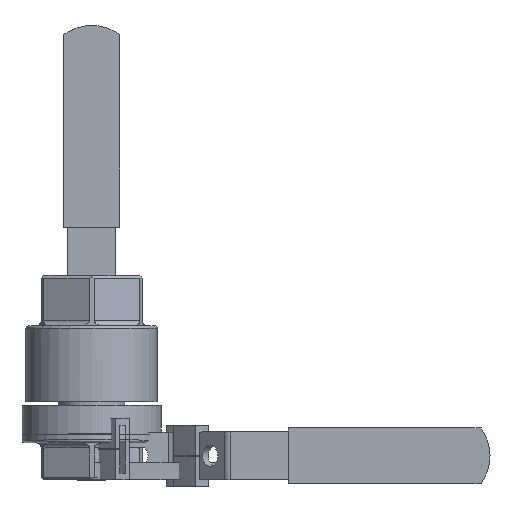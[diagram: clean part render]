
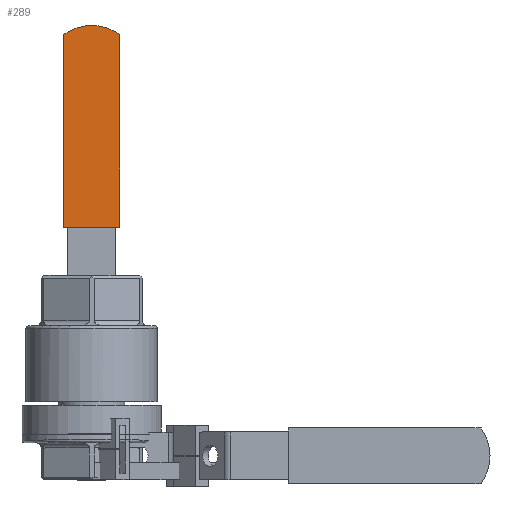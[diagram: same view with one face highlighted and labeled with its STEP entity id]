
A CAD part, top view. The second image highlights one B-rep face of the part: STEP entity #289.
In plain terms, the highlighted face is planar.
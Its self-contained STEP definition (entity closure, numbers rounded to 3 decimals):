
#289 = ADVANCED_FACE( '', ( #778 ), #779, .T. );
#778 = FACE_OUTER_BOUND( '', #1515, .T. );
#779 = PLANE( '', #1516 );
#1515 = EDGE_LOOP( '', ( #2589, #2590, #2591, #2592 ) );
#1516 = AXIS2_PLACEMENT_3D( '', #2593, #2594, #2595 );
#2589 = ORIENTED_EDGE( '', *, *, #4542, .T. );
#2590 = ORIENTED_EDGE( '', *, *, #4543, .T. );
#2591 = ORIENTED_EDGE( '', *, *, #4535, .T. );
#2592 = ORIENTED_EDGE( '', *, *, #4544, .T. );
#2593 = CARTESIAN_POINT( '', ( 0., 6.5, 0. ) );
#2594 = DIRECTION( '', ( 0., 1., 0. ) );
#2595 = DIRECTION( '', ( 0., 0., 1. ) );
#4535 = EDGE_CURVE( '', #5311, #5316, #5318, .T. );
#4542 = EDGE_CURVE( '', #5329, #5330, #5331, .T. );
#4543 = EDGE_CURVE( '', #5330, #5311, #5332, .T. );
#4544 = EDGE_CURVE( '', #5316, #5329, #5333, .T. );
#5311 = VERTEX_POINT( '', #6464 );
#5316 = VERTEX_POINT( '', #6471 );
#5318 = LINE( '', #6474, #6475 );
#5329 = VERTEX_POINT( '', #6497 );
#5330 = VERTEX_POINT( '', #6498 );
#5331 = LINE( '', #6499, #6500 );
#5332 = CIRCLE( '', #6501, 18. );
#5333 = LINE( '', #6502, #6503 );
#6464 = CARTESIAN_POINT( '', ( 72.62, 6.5, 0. ) );
#6471 = CARTESIAN_POINT( '', ( 0., 6.5, 0. ) );
#6474 = CARTESIAN_POINT( '', ( 76., 6.5, 0. ) );
#6475 = VECTOR( '', #8735, 1000. );
#6497 = CARTESIAN_POINT( '', ( 0., 6.5, 21. ) );
#6498 = CARTESIAN_POINT( '', ( 72.62, 6.5, 21. ) );
#6499 = CARTESIAN_POINT( '', ( 0., 6.5, 21. ) );
#6500 = VECTOR( '', #8739, 1000. );
#6501 = AXIS2_PLACEMENT_3D( '', #8740, #8741, #8742 );
#6502 = CARTESIAN_POINT( '', ( 0., 6.5, 0. ) );
#6503 = VECTOR( '', #8743, 1000. );
#8735 = DIRECTION( '', ( -1., 0., 0. ) );
#8739 = DIRECTION( '', ( 1., 0., 0. ) );
#8740 = CARTESIAN_POINT( '', ( 58., 6.5, 10.5 ) );
#8741 = DIRECTION( '', ( 0., 1., 0. ) );
#8742 = DIRECTION( '', ( 0., 0., 1. ) );
#8743 = DIRECTION( '', ( 0., 0., 1. ) );
